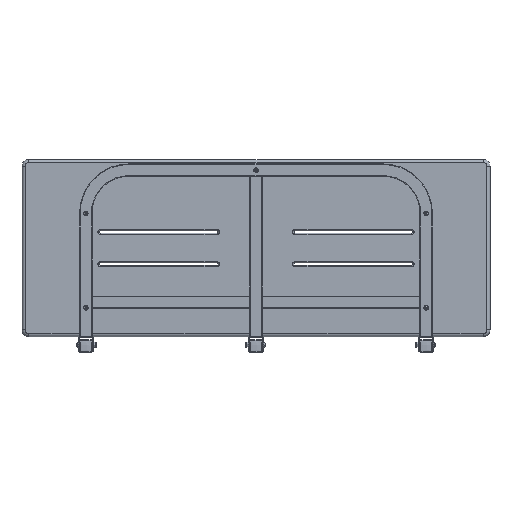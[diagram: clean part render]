
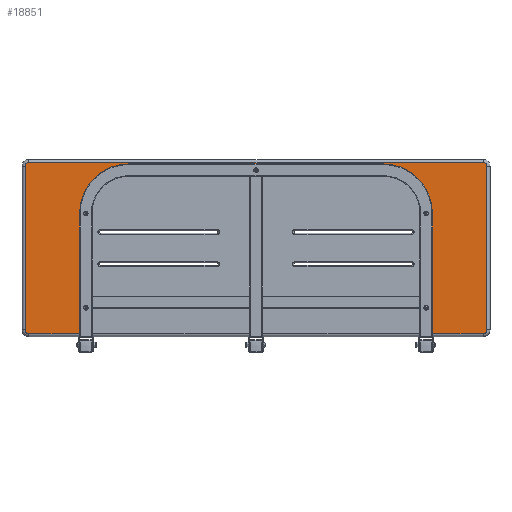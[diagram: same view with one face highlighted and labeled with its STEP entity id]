
A CAD part, front view. The second image highlights one B-rep face of the part: STEP entity #18851.
In plain terms, the highlighted planar face has unit normal (0, -1, 0).
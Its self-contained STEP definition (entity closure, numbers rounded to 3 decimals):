
#126 = ORIENTED_EDGE ( 'NONE', *, *, #4729, .F. ) ;
#128 = DIRECTION ( 'NONE',  ( 0., 0., 1. ) ) ;
#491 = LINE ( 'NONE', #9727, #8130 ) ;
#512 = DIRECTION ( 'NONE',  ( 1., 0., 0. ) ) ;
#664 = DIRECTION ( 'NONE',  ( 0., -1., 0. ) ) ;
#740 = CARTESIAN_POINT ( 'NONE',  ( -51.441, 308.807, 678.975 ) ) ;
#828 = ORIENTED_EDGE ( 'NONE', *, *, #3956, .T. ) ;
#1203 = EDGE_CURVE ( 'NONE', #6573, #16776, #10886, .T. ) ;
#1403 = DIRECTION ( 'NONE',  ( 0., -1., 0. ) ) ;
#1430 = CARTESIAN_POINT ( 'NONE',  ( 776.859, 308.807, 575.625 ) ) ;
#1750 = FACE_OUTER_BOUND ( 'NONE', #13019, .T. ) ;
#2039 = EDGE_CURVE ( 'NONE', #18337, #20285, #491, .T. ) ;
#2430 = CARTESIAN_POINT ( 'NONE',  ( 677.359, 308.807, 675.125 ) ) ;
#2660 = CARTESIAN_POINT ( 'NONE',  ( -59.091, 308.807, 335.325 ) ) ;
#2764 = VERTEX_POINT ( 'NONE', #17120 ) ;
#3125 = DIRECTION ( 'NONE',  ( 0., 1., 0. ) ) ;
#3161 = DIRECTION ( 'NONE',  ( 0., 0., 1. ) ) ;
#3189 = CARTESIAN_POINT ( 'NONE',  ( -59.091, 308.807, 671.325 ) ) ;
#3249 = CARTESIAN_POINT ( 'NONE',  ( 153.759, 308.807, 675.125 ) ) ;
#3255 = CIRCLE ( 'NONE', #15045, 99.5 ) ;
#3389 = VERTEX_POINT ( 'NONE', #13637 ) ;
#3600 = AXIS2_PLACEMENT_3D ( 'NONE', #16105, #3125, #4923 ) ;
#3637 = DIRECTION ( 'NONE',  ( 0., 0., 1. ) ) ;
#3805 = ORIENTED_EDGE ( 'NONE', *, *, #18787, .T. ) ;
#3956 = EDGE_CURVE ( 'NONE', #15149, #4320, #19861, .T. ) ;
#3970 = EDGE_CURVE ( 'NONE', #18249, #18337, #20180, .T. ) ;
#4100 = ORIENTED_EDGE ( 'NONE', *, *, #4835, .T. ) ;
#4252 = CIRCLE ( 'NONE', #9337, 7.65 ) ;
#4281 = AXIS2_PLACEMENT_3D ( 'NONE', #8604, #18076, #3637 ) ;
#4320 = VERTEX_POINT ( 'NONE', #6694 ) ;
#4729 = EDGE_CURVE ( 'NONE', #2764, #15481, #9948, .T. ) ;
#4767 = CARTESIAN_POINT ( 'NONE',  ( 882.559, 308.807, 671.325 ) ) ;
#4823 = ORIENTED_EDGE ( 'NONE', *, *, #5857, .T. ) ;
#4835 = EDGE_CURVE ( 'NONE', #5540, #17549, #19528, .T. ) ;
#4923 = DIRECTION ( 'NONE',  ( 0., 0., 1. ) ) ;
#4962 = VECTOR ( 'NONE', #10630, 1000. ) ;
#5045 = VECTOR ( 'NONE', #5424, 1000. ) ;
#5424 = DIRECTION ( 'NONE',  ( 0., 0., -1. ) ) ;
#5540 = VERTEX_POINT ( 'NONE', #1430 ) ;
#5736 = ORIENTED_EDGE ( 'NONE', *, *, #16181, .T. ) ;
#5755 = EDGE_CURVE ( 'NONE', #20285, #6573, #4252, .T. ) ;
#5857 = EDGE_CURVE ( 'NONE', #2764, #3389, #3255, .T. ) ;
#5873 = CARTESIAN_POINT ( 'NONE',  ( 882.559, 308.807, 327.675 ) ) ;
#5954 = AXIS2_PLACEMENT_3D ( 'NONE', #17649, #1403, #16186 ) ;
#6203 = CARTESIAN_POINT ( 'NONE',  ( 54.259, 308.807, 327.675 ) ) ;
#6552 = CARTESIAN_POINT ( 'NONE',  ( 882.559, 308.807, 678.975 ) ) ;
#6573 = VERTEX_POINT ( 'NONE', #6552 ) ;
#6694 = CARTESIAN_POINT ( 'NONE',  ( -59.091, 308.807, 335.325 ) ) ;
#6768 = DIRECTION ( 'NONE',  ( 0., 0., -1. ) ) ;
#7465 = VERTEX_POINT ( 'NONE', #14095 ) ;
#7742 = VECTOR ( 'NONE', #512, 1000. ) ;
#7991 = ORIENTED_EDGE ( 'NONE', *, *, #3970, .T. ) ;
#8130 = VECTOR ( 'NONE', #3161, 1000. ) ;
#8180 = ORIENTED_EDGE ( 'NONE', *, *, #15524, .T. ) ;
#8604 = CARTESIAN_POINT ( 'NONE',  ( -51.441, 308.807, 335.325 ) ) ;
#8717 = EDGE_CURVE ( 'NONE', #4320, #7465, #17085, .T. ) ;
#9337 = AXIS2_PLACEMENT_3D ( 'NONE', #4767, #9618, #128 ) ;
#9618 = DIRECTION ( 'NONE',  ( 0., -1., 0. ) ) ;
#9727 = CARTESIAN_POINT ( 'NONE',  ( 890.209, 308.807, 335.325 ) ) ;
#9755 = DIRECTION ( 'NONE',  ( 0., 0., 1. ) ) ;
#9948 = LINE ( 'NONE', #16265, #16747 ) ;
#10365 = VECTOR ( 'NONE', #6768, 1000. ) ;
#10630 = DIRECTION ( 'NONE',  ( 1., 0., 0. ) ) ;
#10886 = LINE ( 'NONE', #18888, #12480 ) ;
#11049 = CARTESIAN_POINT ( 'NONE',  ( 776.859, 308.807, 327.675 ) ) ;
#11219 = DIRECTION ( 'NONE',  ( 0., 0., -1. ) ) ;
#11509 = CARTESIAN_POINT ( 'NONE',  ( 890.209, 308.807, 335.325 ) ) ;
#11613 = LINE ( 'NONE', #16449, #7742 ) ;
#11978 = ORIENTED_EDGE ( 'NONE', *, *, #8717, .T. ) ;
#12171 = DIRECTION ( 'NONE',  ( 0., 0., 1. ) ) ;
#12270 = CARTESIAN_POINT ( 'NONE',  ( 882.559, 308.807, 335.325 ) ) ;
#12480 = VECTOR ( 'NONE', #14470, 1000. ) ;
#12649 = EDGE_CURVE ( 'NONE', #7465, #15481, #11613, .T. ) ;
#12650 = DIRECTION ( 'NONE',  ( 1., 0., 0. ) ) ;
#12948 = CARTESIAN_POINT ( 'NONE',  ( 890.209, 308.807, 671.325 ) ) ;
#13019 = EDGE_LOOP ( 'NONE', ( #126, #4823, #8180, #5736, #4100, #3805, #7991, #13924, #13926, #20270, #14053, #828, #11978, #13690 ) ) ;
#13133 = DIRECTION ( 'NONE',  ( 0., 1., 0. ) ) ;
#13637 = CARTESIAN_POINT ( 'NONE',  ( 153.759, 308.807, 675.125 ) ) ;
#13690 = ORIENTED_EDGE ( 'NONE', *, *, #12649, .T. ) ;
#13726 = AXIS2_PLACEMENT_3D ( 'NONE', #17748, #13133, #9755 ) ;
#13924 = ORIENTED_EDGE ( 'NONE', *, *, #2039, .T. ) ;
#13926 = ORIENTED_EDGE ( 'NONE', *, *, #5755, .T. ) ;
#14024 = CARTESIAN_POINT ( 'NONE',  ( 882.559, 308.807, 327.675 ) ) ;
#14053 = ORIENTED_EDGE ( 'NONE', *, *, #19281, .T. ) ;
#14095 = CARTESIAN_POINT ( 'NONE',  ( -51.441, 308.807, 327.675 ) ) ;
#14470 = DIRECTION ( 'NONE',  ( -1., 0., 0. ) ) ;
#14786 = DIRECTION ( 'NONE',  ( -1., 0., 0. ) ) ;
#15045 = AXIS2_PLACEMENT_3D ( 'NONE', #19720, #18246, #14786 ) ;
#15062 = CIRCLE ( 'NONE', #5954, 7.65 ) ;
#15139 = AXIS2_PLACEMENT_3D ( 'NONE', #12270, #664, #12171 ) ;
#15149 = VERTEX_POINT ( 'NONE', #3189 ) ;
#15481 = VERTEX_POINT ( 'NONE', #6203 ) ;
#15524 = EDGE_CURVE ( 'NONE', #3389, #18117, #17595, .T. ) ;
#16105 = CARTESIAN_POINT ( 'NONE',  ( 882.559, 308.807, 335.325 ) ) ;
#16181 = EDGE_CURVE ( 'NONE', #18117, #5540, #18746, .T. ) ;
#16186 = DIRECTION ( 'NONE',  ( 0., 0., 1. ) ) ;
#16265 = CARTESIAN_POINT ( 'NONE',  ( 54.259, 308.807, 321.325 ) ) ;
#16449 = CARTESIAN_POINT ( 'NONE',  ( 882.559, 308.807, 327.675 ) ) ;
#16747 = VECTOR ( 'NONE', #11219, 1000. ) ;
#16776 = VERTEX_POINT ( 'NONE', #740 ) ;
#17041 = VECTOR ( 'NONE', #12650, 1000. ) ;
#17085 = CIRCLE ( 'NONE', #4281, 7.65 ) ;
#17120 = CARTESIAN_POINT ( 'NONE',  ( 54.259, 308.807, 575.625 ) ) ;
#17357 = PLANE ( 'NONE',  #3600 ) ;
#17549 = VERTEX_POINT ( 'NONE', #11049 ) ;
#17595 = LINE ( 'NONE', #3249, #17041 ) ;
#17649 = CARTESIAN_POINT ( 'NONE',  ( -51.441, 308.807, 671.325 ) ) ;
#17748 = CARTESIAN_POINT ( 'NONE',  ( 677.359, 308.807, 575.625 ) ) ;
#17944 = CARTESIAN_POINT ( 'NONE',  ( 776.859, 308.807, 575.625 ) ) ;
#18076 = DIRECTION ( 'NONE',  ( 0., -1., 0. ) ) ;
#18117 = VERTEX_POINT ( 'NONE', #2430 ) ;
#18246 = DIRECTION ( 'NONE',  ( 0., 1., 0. ) ) ;
#18249 = VERTEX_POINT ( 'NONE', #14024 ) ;
#18337 = VERTEX_POINT ( 'NONE', #11509 ) ;
#18628 = LINE ( 'NONE', #5873, #4962 ) ;
#18746 = CIRCLE ( 'NONE', #13726, 99.5 ) ;
#18787 = EDGE_CURVE ( 'NONE', #17549, #18249, #18628, .T. ) ;
#18851 = ADVANCED_FACE ( 'Defeatured_0_6', ( #1750 ), #17357, .F. ) ;
#18888 = CARTESIAN_POINT ( 'NONE',  ( 882.559, 308.807, 678.975 ) ) ;
#19281 = EDGE_CURVE ( 'NONE', #16776, #15149, #15062, .T. ) ;
#19528 = LINE ( 'NONE', #17944, #10365 ) ;
#19720 = CARTESIAN_POINT ( 'NONE',  ( 153.759, 308.807, 575.625 ) ) ;
#19861 = LINE ( 'NONE', #2660, #5045 ) ;
#20180 = CIRCLE ( 'NONE', #15139, 7.65 ) ;
#20270 = ORIENTED_EDGE ( 'NONE', *, *, #1203, .T. ) ;
#20285 = VERTEX_POINT ( 'NONE', #12948 ) ;
